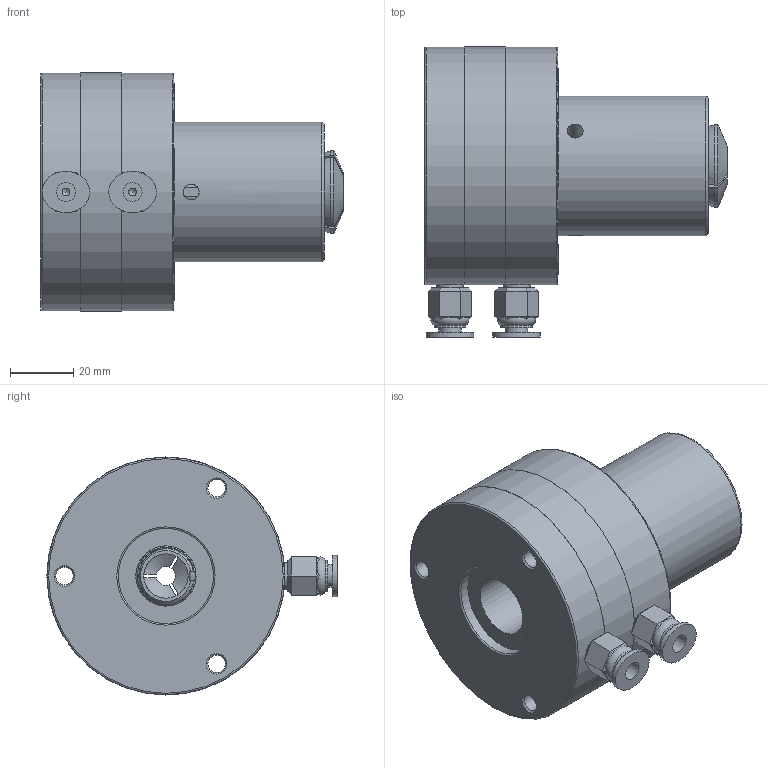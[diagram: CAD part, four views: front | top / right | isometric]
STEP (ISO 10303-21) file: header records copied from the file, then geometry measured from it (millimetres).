
FILE_DESCRIPTION (( 'STEP AP214' ), '1' );
FILE_NAME ('DAS-15SS+YB-15.STEP', '2025-02-10T03:48:39', ( '' ), ( '' ), 'SwSTEP 2.0', 'SolidWorks 2023', '' );
FILE_SCHEMA (( 'AUTOMOTIVE_DESIGN' ));
Length unit declared in the file: millimetre
Products named in the file (3): DAS-15SS; YB-15; DAS-15SS+YB-15
Assembly tree (2 placements, depth 2):
  DAS-15SS+YB-15
    DAS-15SS
    YB-15
Bounding box: 95.5 x 91.55 x 75.1 mm (x, y, z)
Volume: 239041.4 mm3; surface area: 45282.6 mm2
Topology: 4 solids, 4 shells, 417 faces, 1091 edges, 713 vertices
Faces by surface type: plane 192, bspline 140, cylinder 54, cone 24, torus 7
Full cylindrical faces by diameter (mm): 2.5 x2, 4.2 x2, 5 x3, 5.5 x3, 6 x2, 7 x2, 8.5 x2, 10 x5, 14 x1, 18.5 x1, 19 x1, 30 x1, 44 x1, 75 x2, 75.1 x1
Entity records: 48513 total; most frequent: CARTESIAN_POINT 35151, ORIENTED_EDGE 2028, DIRECTION 1293, EDGE_CURVE 1014, VERTEX_POINT 687, VECTOR 519, LINE 519, EDGE_LOOP 519
